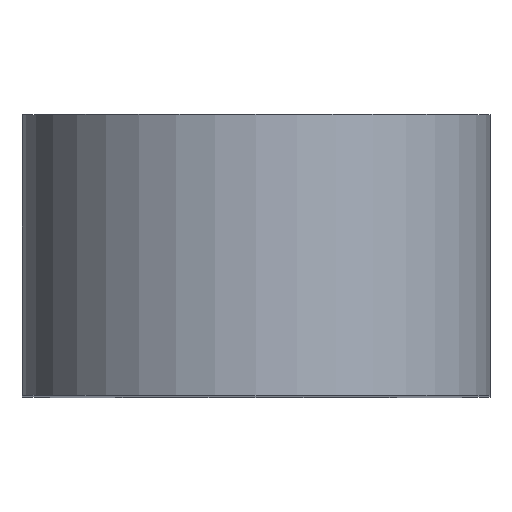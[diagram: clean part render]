
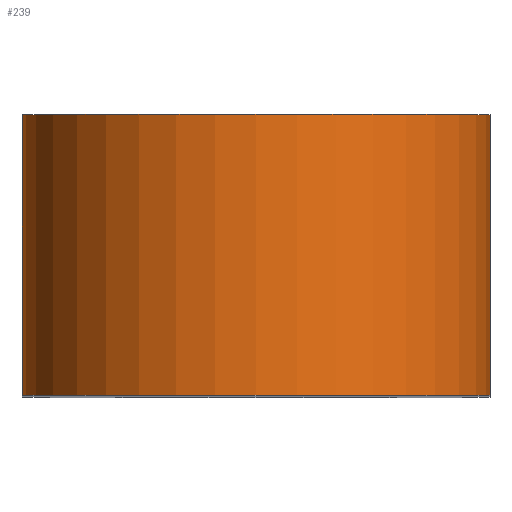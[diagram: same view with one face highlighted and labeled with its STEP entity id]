
A CAD part, top view. The second image highlights one B-rep face of the part: STEP entity #239.
In plain terms, the highlighted cylindrical face has radius 5 mm (diameter 10 mm), a partial arc.
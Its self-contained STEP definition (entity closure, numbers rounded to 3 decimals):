
#6 = DIRECTION ( 'NONE',  ( 0., -1., 0. ) ) ;
#13 = ORIENTED_EDGE ( 'NONE', *, *, #20, .F. ) ;
#16 = DIRECTION ( 'NONE',  ( 0., 0., 1. ) ) ;
#20 = EDGE_CURVE ( 'NONE', #229, #308, #374, .T. ) ;
#40 = EDGE_CURVE ( 'NONE', #308, #216, #255, .T. ) ;
#47 = CARTESIAN_POINT ( 'NONE',  ( -5., 6., 11.25 ) ) ;
#51 = FACE_OUTER_BOUND ( 'NONE', #102, .T. ) ;
#56 = CIRCLE ( 'NONE', #357, 5. ) ;
#68 = AXIS2_PLACEMENT_3D ( 'NONE', #275, #198, #96 ) ;
#70 = VERTEX_POINT ( 'NONE', #341 ) ;
#71 = CARTESIAN_POINT ( 'NONE',  ( 0., 6., 11.25 ) ) ;
#83 = AXIS2_PLACEMENT_3D ( 'NONE', #384, #290, #317 ) ;
#96 = DIRECTION ( 'NONE',  ( 0., 0., 1. ) ) ;
#98 = CARTESIAN_POINT ( 'NONE',  ( 5., 6., 11.25 ) ) ;
#101 = LINE ( 'NONE', #47, #117 ) ;
#102 = EDGE_LOOP ( 'NONE', ( #230, #13, #201, #182 ) ) ;
#104 = CARTESIAN_POINT ( 'NONE',  ( 5., 0., 11.25 ) ) ;
#113 = VECTOR ( 'NONE', #6, 1000. ) ;
#117 = VECTOR ( 'NONE', #172, 1000. ) ;
#121 = EDGE_CURVE ( 'NONE', #229, #70, #56, .T. ) ;
#142 = CARTESIAN_POINT ( 'NONE',  ( 5., 6., 11.25 ) ) ;
#172 = DIRECTION ( 'NONE',  ( 0., -1., 0. ) ) ;
#182 = ORIENTED_EDGE ( 'NONE', *, *, #299, .T. ) ;
#198 = DIRECTION ( 'NONE',  ( 0., -1., 0. ) ) ;
#201 = ORIENTED_EDGE ( 'NONE', *, *, #121, .T. ) ;
#216 = VERTEX_POINT ( 'NONE', #385 ) ;
#224 = DIRECTION ( 'NONE',  ( 0., -1., 0. ) ) ;
#229 = VERTEX_POINT ( 'NONE', #142 ) ;
#230 = ORIENTED_EDGE ( 'NONE', *, *, #40, .F. ) ;
#236 = CYLINDRICAL_SURFACE ( 'NONE', #83, 5. ) ;
#239 = ADVANCED_FACE ( 'NONE', ( #51 ), #236, .T. ) ;
#255 = CIRCLE ( 'NONE', #68, 5. ) ;
#275 = CARTESIAN_POINT ( 'NONE',  ( 0., 0., 11.25 ) ) ;
#290 = DIRECTION ( 'NONE',  ( 0., -1., 0. ) ) ;
#299 = EDGE_CURVE ( 'NONE', #70, #216, #101, .T. ) ;
#308 = VERTEX_POINT ( 'NONE', #104 ) ;
#317 = DIRECTION ( 'NONE',  ( 0., 0., -1. ) ) ;
#341 = CARTESIAN_POINT ( 'NONE',  ( -5., 6., 11.25 ) ) ;
#357 = AXIS2_PLACEMENT_3D ( 'NONE', #71, #224, #16 ) ;
#374 = LINE ( 'NONE', #98, #113 ) ;
#384 = CARTESIAN_POINT ( 'NONE',  ( 0., 6., 11.25 ) ) ;
#385 = CARTESIAN_POINT ( 'NONE',  ( -5., 0., 11.25 ) ) ;
